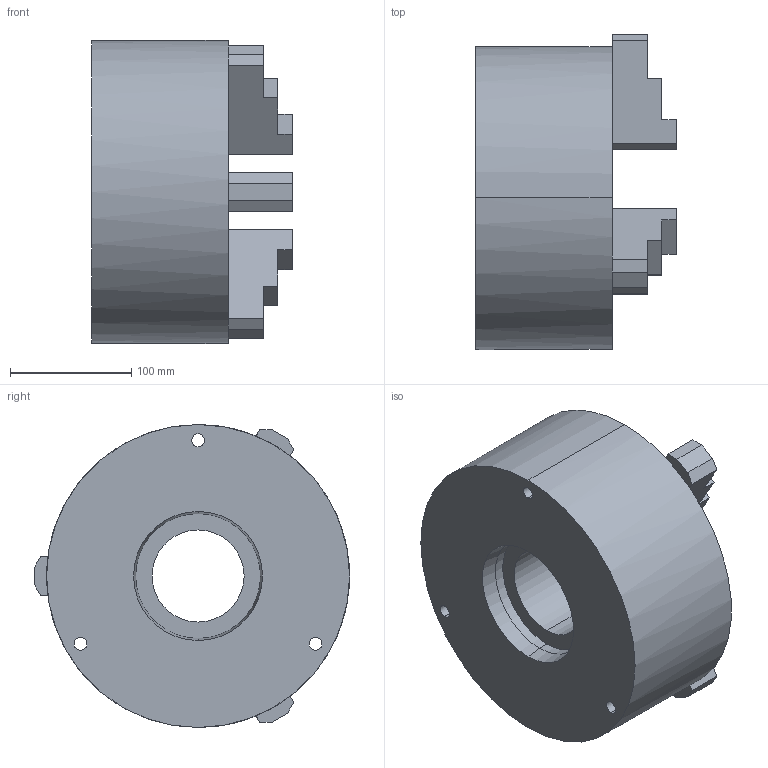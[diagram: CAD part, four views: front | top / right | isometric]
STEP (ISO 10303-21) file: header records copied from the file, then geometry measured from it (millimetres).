
FILE_DESCRIPTION (( 'STEP AP203' ), '1' );
FILE_NAME ('05-0809.STEP', '2025-02-26T19:04:38', ( '' ), ( '' ), 'SwSTEP 2.0', 'SolidWorks 2023', '' );
FILE_SCHEMA (( 'CONFIG_CONTROL_DESIGN' ));
Length unit declared in the file: millimetre
Products named in the file (1): 05-0809
Bounding box: 165.5 x 260 x 250 mm (x, y, z)
Volume: 5245689.3 mm3; surface area: 249762.2 mm2
Topology: 1 solids, 1 shells, 68 faces, 178 edges, 116 vertices
Faces by surface type: plane 48, cylinder 18, cone 2
Entity records: 2175 total; most frequent: CARTESIAN_POINT 363, DIRECTION 360, ORIENTED_EDGE 356, EDGE_CURVE 178, VECTOR 134, LINE 134, VERTEX_POINT 116, AXIS2_PLACEMENT_3D 113
